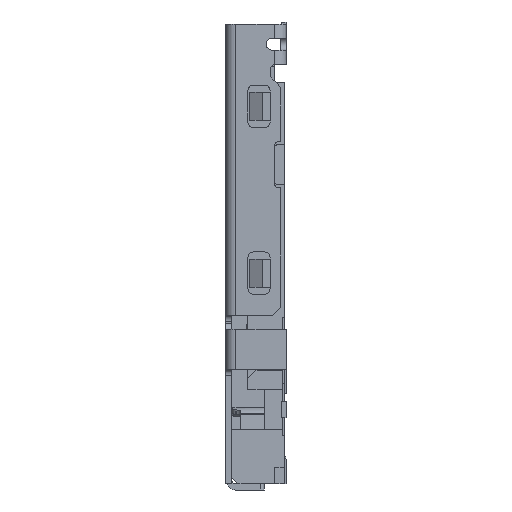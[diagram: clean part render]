
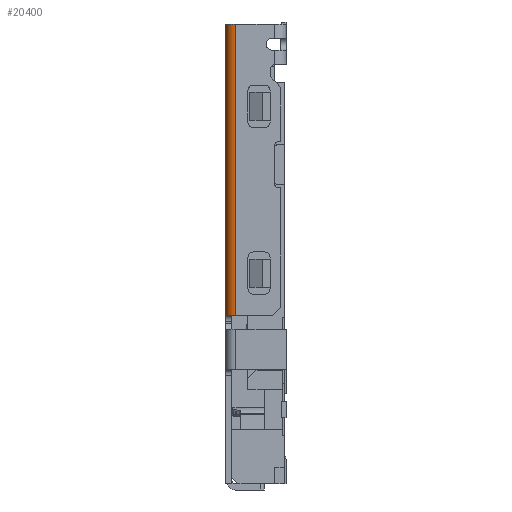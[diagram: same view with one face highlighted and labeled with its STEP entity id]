
A CAD part, left-side view. The second image highlights one B-rep face of the part: STEP entity #20400.
In plain terms, the highlighted cylindrical face has radius 0.25 mm (diameter 0.5 mm), a partial arc.
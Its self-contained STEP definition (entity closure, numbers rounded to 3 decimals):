
#16517=VERTEX_POINT('',#16518);
#16518=CARTESIAN_POINT('',(-5.725,0.0,4.2));
#16525=EDGE_CURVE('',#16517,#16526,#16528,.T.);
#16526=VERTEX_POINT('',#16527);
#16527=CARTESIAN_POINT('',(-5.725,0.0,11.45));
#16528=LINE('',#16529,#16530);
#16529=CARTESIAN_POINT('',(-5.725,0.0,4.2));
#16530=VECTOR('',#16531,1.0);
#16531=DIRECTION('',(0.0,0.0,1.0));
#20372=VERTEX_POINT('',#20373);
#20373=CARTESIAN_POINT('',(-5.975,-0.25,11.45));
#20389=EDGE_CURVE('',#16526,#20372,#20390,.F.);
#20390=CIRCLE('',#20391,0.25);
#20391=AXIS2_PLACEMENT_3D('',#20392,#20393,#20394);
#20392=CARTESIAN_POINT('',(-5.725,-0.25,11.45));
#20393=DIRECTION('',(0.0,0.0,-1.0));
#20394=DIRECTION('',(-1.0,0.0,0.0));
#20400=ADVANCED_FACE('',(#20401),#20420,.T.);
#20401=FACE_BOUND('',#20402,.T.);
#20402=EDGE_LOOP('',(#20403,#20411,#20412,#20413));
#20403=ORIENTED_EDGE('',*,*,#20404,.T.);
#20404=EDGE_CURVE('',#20405,#20372,#20407,.F.);
#20405=VERTEX_POINT('',#20406);
#20406=CARTESIAN_POINT('',(-5.975,-0.25,4.2));
#20407=LINE('',#20408,#20409);
#20408=CARTESIAN_POINT('',(-5.975,-0.25,11.45));
#20409=VECTOR('',#20410,1.0);
#20410=DIRECTION('',(0.0,0.0,-1.0));
#20411=ORIENTED_EDGE('',*,*,#20389,.F.);
#20412=ORIENTED_EDGE('',*,*,#16525,.F.);
#20413=ORIENTED_EDGE('',*,*,#20414,.T.);
#20414=EDGE_CURVE('',#16517,#20405,#20415,.T.);
#20415=CIRCLE('',#20416,0.25);
#20416=AXIS2_PLACEMENT_3D('',#20417,#20418,#20419);
#20417=CARTESIAN_POINT('',(-5.725,-0.25,4.2));
#20418=DIRECTION('',(0.0,0.0,1.0));
#20419=DIRECTION('',(0.0,1.0,0.0));
#20420=CYLINDRICAL_SURFACE('',#20421,0.25);
#20421=AXIS2_PLACEMENT_3D('',#20422,#20423,#20424);
#20422=CARTESIAN_POINT('',(-5.725,-0.25,0.0));
#20423=DIRECTION('',(0.0,0.0,1.0));
#20424=DIRECTION('',(1.0,0.0,0.0));
